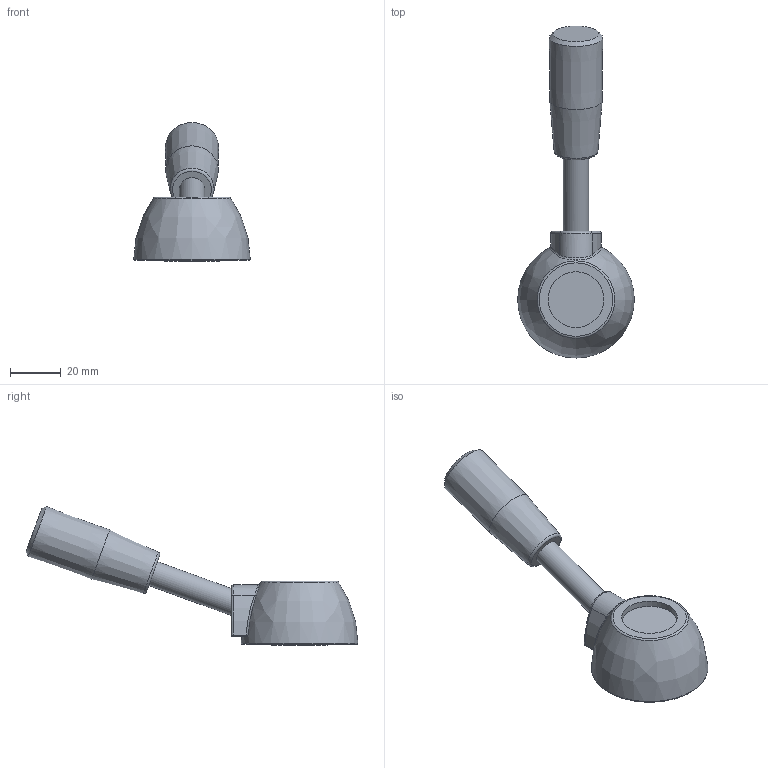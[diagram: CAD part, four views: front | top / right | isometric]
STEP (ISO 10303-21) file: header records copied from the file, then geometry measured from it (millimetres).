
FILE_DESCRIPTION( ( 'Unknown' ), '1' );
FILE_NAME( '6337100_LM46_P08.stp', 'Unknown', ( 'Unknown' ), ( 'Unknown' ), 'PSStep 11.0', 'Unknown', ' ' );
FILE_SCHEMA( ( 'AUTOMOTIVE_DESIGN { 1 0 10303 214 1 1 1 1 }' ) );
Length unit declared in the file: millimetre
Products named in the file (1): 6337099
Bounding box: 45.99 x 130.91 x 54.83 mm (x, y, z)
Volume: 43276.5 mm3; surface area: 15364 mm2
Topology: 1 solids, 5 shells, 83 faces, 187 edges, 120 vertices
Faces by surface type: plane 33, cylinder 21, cone 10, bspline 10, torus 9
Full cylindrical faces by diameter (mm): 6 x2, 6.5 x1, 6.8 x3, 8 x2, 10 x1, 22 x2, 40.716 x1
Entity records: 4213 total; most frequent: CARTESIAN_POINT 1935, DIRECTION 334, ORIENTED_EDGE 278, AXIS2_PLACEMENT_3D 145, EDGE_CURVE 139, EDGE_LOOP 123, VERTEX_POINT 103, FACE_OUTER_BOUND 102
